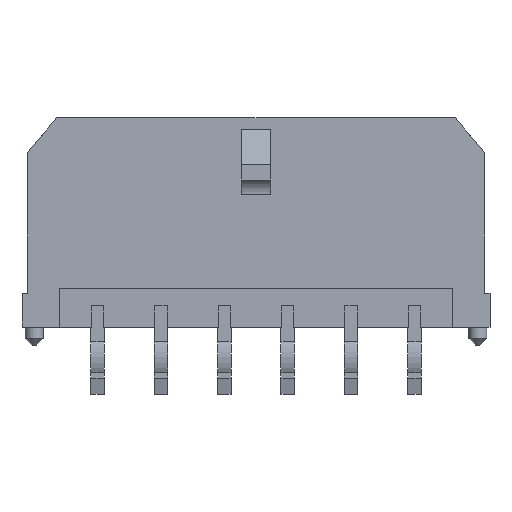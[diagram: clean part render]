
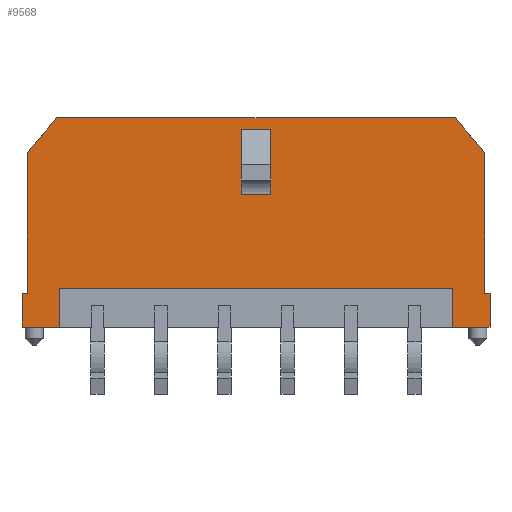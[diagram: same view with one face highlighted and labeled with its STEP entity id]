
A CAD part, front view. The second image highlights one B-rep face of the part: STEP entity #9568.
In plain terms, the highlighted planar face has unit normal (0, -1, 0).
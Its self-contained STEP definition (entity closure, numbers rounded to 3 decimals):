
#326=FACE_BOUND('',#1078,.T.);
#563=FACE_OUTER_BOUND('',#1077,.T.);
#1077=EDGE_LOOP('',(#7648,#7649,#7650,#7651,#7652,#7653,#7654,#7655,#7656,
#7657,#7658,#7659,#7660,#7661));
#1078=EDGE_LOOP('',(#7662,#7663,#7664,#7665));
#1336=LINE('',#12786,#2629);
#1364=LINE('',#12843,#2657);
#1384=LINE('',#12882,#2677);
#1410=LINE('',#12934,#2703);
#1859=LINE('',#13852,#3152);
#1891=LINE('',#13912,#3184);
#2223=LINE('',#14615,#3516);
#2227=LINE('',#14622,#3520);
#2230=LINE('',#14629,#3523);
#2231=LINE('',#14630,#3524);
#2232=LINE('',#14631,#3525);
#2233=LINE('',#14632,#3526);
#2234=LINE('',#14634,#3527);
#2235=LINE('',#14635,#3528);
#2236=LINE('',#14638,#3529);
#2237=LINE('',#14640,#3530);
#2238=LINE('',#14642,#3531);
#2239=LINE('',#14643,#3532);
#2629=VECTOR('',#10390,6.66);
#2657=VECTOR('',#10432,2.164);
#2677=VECTOR('',#10466,6.66);
#2703=VECTOR('',#10508,18.85);
#3152=VECTOR('',#11109,1.77);
#3184=VECTOR('',#11155,1.77);
#3516=VECTOR('',#11795,0.25);
#3520=VECTOR('',#11801,0.25);
#3523=VECTOR('',#11808,1.85);
#3524=VECTOR('',#11809,1.6);
#3525=VECTOR('',#11810,2.164);
#3526=VECTOR('',#11811,1.6);
#3527=VECTOR('',#11812,1.85);
#3528=VECTOR('',#11813,18.61);
#3529=VECTOR('',#11814,3.086);
#3530=VECTOR('',#11815,1.4);
#3531=VECTOR('',#11816,3.086);
#3532=VECTOR('',#11817,1.4);
#3922=VERTEX_POINT('',#12783);
#3923=VERTEX_POINT('',#12785);
#3944=VERTEX_POINT('',#12840);
#3945=VERTEX_POINT('',#12842);
#3957=VERTEX_POINT('',#12880);
#3975=VERTEX_POINT('',#12933);
#4367=VERTEX_POINT('',#13849);
#4368=VERTEX_POINT('',#13851);
#4388=VERTEX_POINT('',#13909);
#4389=VERTEX_POINT('',#13911);
#4606=VERTEX_POINT('',#14613);
#4608=VERTEX_POINT('',#14621);
#4610=VERTEX_POINT('',#14628);
#4611=VERTEX_POINT('',#14633);
#4612=VERTEX_POINT('',#14636);
#4613=VERTEX_POINT('',#14637);
#4614=VERTEX_POINT('',#14639);
#4615=VERTEX_POINT('',#14641);
#4823=EDGE_CURVE('',#3923,#3922,#1336,.T.);
#4851=EDGE_CURVE('',#3944,#3945,#1364,.T.);
#4871=EDGE_CURVE('',#3957,#3944,#1384,.T.);
#4897=EDGE_CURVE('',#3975,#3945,#1410,.T.);
#5354=EDGE_CURVE('',#4368,#4367,#1859,.T.);
#5387=EDGE_CURVE('',#4389,#4388,#1891,.T.);
#5736=EDGE_CURVE('',#3957,#4606,#2223,.T.);
#5740=EDGE_CURVE('',#3923,#4608,#2227,.T.);
#5743=EDGE_CURVE('',#4389,#4610,#2230,.T.);
#5744=EDGE_CURVE('',#4608,#4388,#2231,.T.);
#5745=EDGE_CURVE('',#3975,#3922,#2232,.T.);
#5746=EDGE_CURVE('',#4368,#4606,#2233,.T.);
#5747=EDGE_CURVE('',#4367,#4611,#2234,.T.);
#5748=EDGE_CURVE('',#4610,#4611,#2235,.T.);
#5749=EDGE_CURVE('',#4612,#4613,#2236,.T.);
#5750=EDGE_CURVE('',#4613,#4614,#2237,.T.);
#5751=EDGE_CURVE('',#4615,#4614,#2238,.T.);
#5752=EDGE_CURVE('',#4612,#4615,#2239,.T.);
#7648=ORIENTED_EDGE('',*,*,#5743,.F.);
#7649=ORIENTED_EDGE('',*,*,#5387,.T.);
#7650=ORIENTED_EDGE('',*,*,#5744,.F.);
#7651=ORIENTED_EDGE('',*,*,#5740,.F.);
#7652=ORIENTED_EDGE('',*,*,#4823,.T.);
#7653=ORIENTED_EDGE('',*,*,#5745,.F.);
#7654=ORIENTED_EDGE('',*,*,#4897,.T.);
#7655=ORIENTED_EDGE('',*,*,#4851,.F.);
#7656=ORIENTED_EDGE('',*,*,#4871,.F.);
#7657=ORIENTED_EDGE('',*,*,#5736,.T.);
#7658=ORIENTED_EDGE('',*,*,#5746,.F.);
#7659=ORIENTED_EDGE('',*,*,#5354,.T.);
#7660=ORIENTED_EDGE('',*,*,#5747,.T.);
#7661=ORIENTED_EDGE('',*,*,#5748,.F.);
#7662=ORIENTED_EDGE('',*,*,#5749,.T.);
#7663=ORIENTED_EDGE('',*,*,#5750,.T.);
#7664=ORIENTED_EDGE('',*,*,#5751,.F.);
#7665=ORIENTED_EDGE('',*,*,#5752,.F.);
#9110=PLANE('',#10093);
#9568=ADVANCED_FACE('',(#563,#326),#9110,.T.);
#10093=AXIS2_PLACEMENT_3D('',#14627,#11806,#11807);
#10390=DIRECTION('',(0.,0.,1.));
#10432=DIRECTION('',(0.647,0.,0.763));
#10466=DIRECTION('',(0.,0.,1.));
#10508=DIRECTION('',(-1.,0.,0.));
#11109=DIRECTION('',(1.,0.,0.));
#11155=DIRECTION('',(1.,0.,0.));
#11795=DIRECTION('',(-1.,0.,0.));
#11801=DIRECTION('',(1.,0.,0.));
#11806=DIRECTION('center_axis',(0.,-1.,0.));
#11807=DIRECTION('ref_axis',(0.,0.,1.));
#11808=DIRECTION('',(0.,0.,1.));
#11809=DIRECTION('',(0.,0.,-1.));
#11810=DIRECTION('',(0.647,0.,-0.763));
#11811=DIRECTION('',(0.,0.,1.));
#11812=DIRECTION('',(0.,0.,1.));
#11813=DIRECTION('',(-1.,0.,0.));
#11814=DIRECTION('',(0.,0.,-1.));
#11815=DIRECTION('',(-1.,0.,0.));
#11816=DIRECTION('',(0.,0.,-1.));
#11817=DIRECTION('',(-1.,0.,0.));
#12783=CARTESIAN_POINT('',(18.325,-4.9,8.26));
#12785=CARTESIAN_POINT('',(18.325,-4.9,1.6));
#12786=CARTESIAN_POINT('',(18.325,-4.9,1.6));
#12840=CARTESIAN_POINT('',(-3.325,-4.9,8.26));
#12842=CARTESIAN_POINT('',(-1.925,-4.9,9.91));
#12843=CARTESIAN_POINT('',(-3.325,-4.9,8.26));
#12880=CARTESIAN_POINT('',(-3.325,-4.9,1.6));
#12882=CARTESIAN_POINT('',(-3.325,-4.9,1.6));
#12933=CARTESIAN_POINT('',(16.925,-4.9,9.91));
#12934=CARTESIAN_POINT('',(16.925,-4.9,9.91));
#13849=CARTESIAN_POINT('',(-1.805,-4.9,0.));
#13851=CARTESIAN_POINT('',(-3.575,-4.9,0.));
#13852=CARTESIAN_POINT('',(-3.575,-4.9,0.));
#13909=CARTESIAN_POINT('',(18.575,-4.9,0.));
#13911=CARTESIAN_POINT('',(16.805,-4.9,0.));
#13912=CARTESIAN_POINT('',(16.805,-4.9,0.));
#14613=CARTESIAN_POINT('',(-3.575,-4.9,1.6));
#14615=CARTESIAN_POINT('',(-3.325,-4.9,1.6));
#14621=CARTESIAN_POINT('',(18.575,-4.9,1.6));
#14622=CARTESIAN_POINT('',(18.325,-4.9,1.6));
#14627=CARTESIAN_POINT('Origin',(18.325,-4.9,0.));
#14628=CARTESIAN_POINT('',(16.805,-4.9,1.85));
#14629=CARTESIAN_POINT('',(16.805,-4.9,0.));
#14630=CARTESIAN_POINT('',(18.575,-4.9,1.6));
#14631=CARTESIAN_POINT('',(16.925,-4.9,9.91));
#14632=CARTESIAN_POINT('',(-3.575,-4.9,0.));
#14633=CARTESIAN_POINT('',(-1.805,-4.9,1.85));
#14634=CARTESIAN_POINT('',(-1.805,-4.9,0.));
#14635=CARTESIAN_POINT('',(16.805,-4.9,1.85));
#14636=CARTESIAN_POINT('',(8.2,-4.9,9.37));
#14637=CARTESIAN_POINT('',(8.2,-4.9,6.284));
#14638=CARTESIAN_POINT('',(8.2,-4.9,9.37));
#14639=CARTESIAN_POINT('',(6.8,-4.9,6.284));
#14640=CARTESIAN_POINT('',(8.2,-4.9,6.284));
#14641=CARTESIAN_POINT('',(6.8,-4.9,9.37));
#14642=CARTESIAN_POINT('',(6.8,-4.9,9.37));
#14643=CARTESIAN_POINT('',(8.2,-4.9,9.37));
